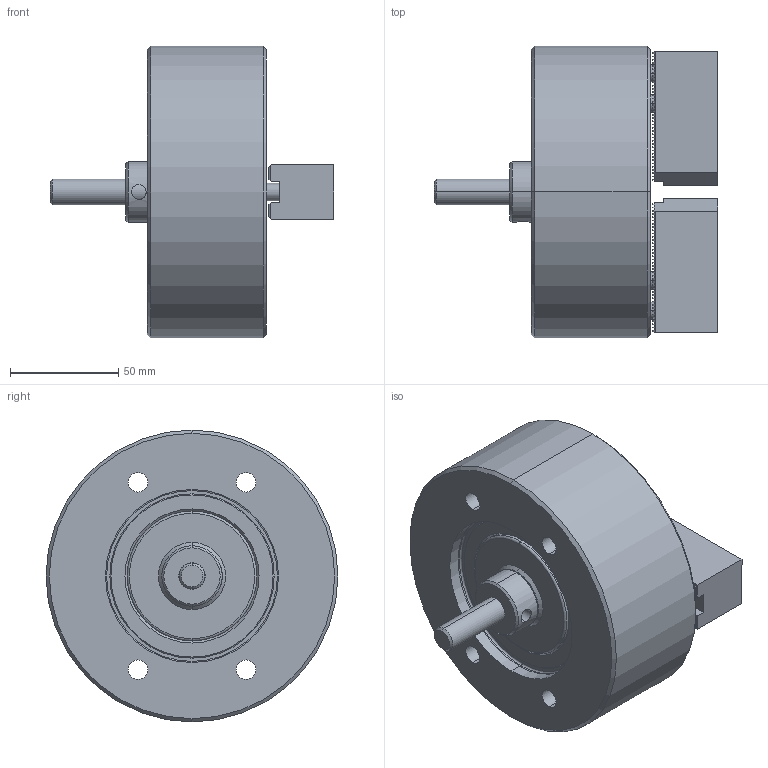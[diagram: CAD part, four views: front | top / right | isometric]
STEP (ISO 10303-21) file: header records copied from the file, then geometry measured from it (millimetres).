
FILE_DESCRIPTION (( 'STEP AP203' ), '1' );
FILE_NAME ('CF-2P-05.STEP', '2020-01-14T07:59:36', ( 'temp' ), ( '' ), 'SwSTEP 2.0', 'SolidWorks 2016', '' );
FILE_SCHEMA (( 'CONFIG_CONTROL_DESIGN' ));
Length unit declared in the file: metre
Products named in the file (9): 錐平頭六角孔螺栓_M4x12; 圓頭內六角螺栓_M8x25; CF-2P-05; CF-2P-05-0100G; CF-2P-05-02000; CF-2P-05-04000; 3P-05-06000; 3P-05-05000; SJ-05
Assembly tree (15 placements, depth 2):
  CF-2P-05
    CF-2P-05-0100G
    CF-2P-05-02000
    CF-2P-05-04000
    3P-05-06000
    3P-05-05000
    SJ-05  x2
    錐平頭六角孔螺栓_M4x12  x4
    圓頭內六角螺栓_M8x25  x4
Bounding box: 131.2 x 135 x 135 mm (x, y, z)
Volume: 776045.7 mm3; surface area: 120289.2 mm2
Topology: 15 solids, 15 shells, 1068 faces, 2898 edges, 1867 vertices
Faces by surface type: plane 666, cylinder 280, cone 114, torus 8
Entity records: 18901 total; most frequent: CARTESIAN_POINT 3716, ORIENTED_EDGE 3028, DIRECTION 2806, EDGE_CURVE 1514, LINE 1072, VECTOR 1072, VERTEX_POINT 985, AXIS2_PLACEMENT_3D 867
